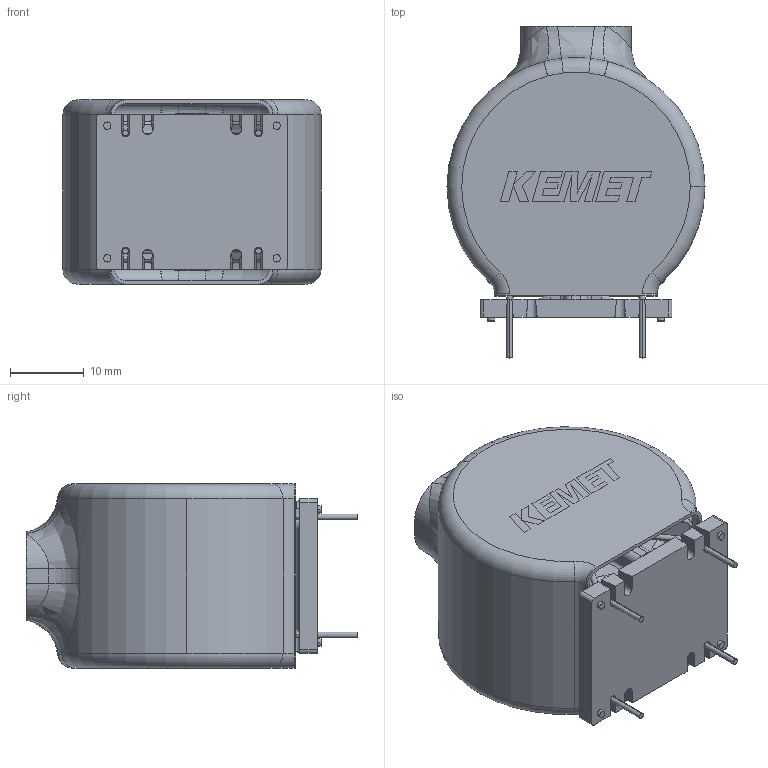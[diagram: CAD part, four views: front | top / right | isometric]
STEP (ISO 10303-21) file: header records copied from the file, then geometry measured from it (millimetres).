
FILE_DESCRIPTION (( 'STEP AP214' ), '1' );
FILE_NAME ('SC-04-200JV.STEP', '2019-01-30T03:01:14', ( '' ), ( '' ), 'SwSTEP 2.0', 'SolidWorks 2018', '' );
FILE_SCHEMA (( 'AUTOMOTIVE_DESIGN' ));
Length unit declared in the file: millimetre
Products named in the file (1): SC-04-200JV
Bounding box: 35 x 45 x 25 mm (x, y, z)
Volume: 17593.6 mm3; surface area: 13203.4 mm2
Topology: 1 solids, 1 shells, 479 faces, 1270 edges, 792 vertices
Faces by surface type: plane 188, cylinder 157, bspline 70, torus 52, cone 12
Entity records: 23277 total; most frequent: CARTESIAN_POINT 6508, ORIENTED_EDGE 2532, DIRECTION 2294, EDGE_CURVE 1266, AXIS2_PLACEMENT_3D 834, VERTEX_POINT 792, VECTOR 626, LINE 626
